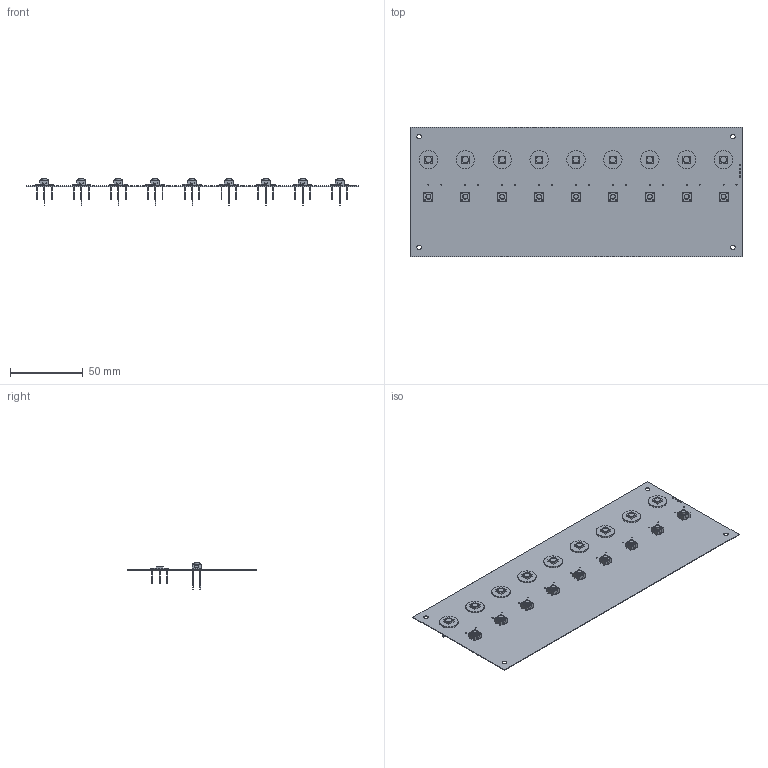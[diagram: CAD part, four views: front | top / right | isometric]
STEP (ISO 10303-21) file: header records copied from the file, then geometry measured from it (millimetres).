
FILE_DESCRIPTION(('Open CASCADE Model'),'2;1');
FILE_NAME('Open CASCADE Shape Model','2024-06-17T14:31:37',('Author'),( 'Open CASCADE'),'Open CASCADE STEP processor 7.5','Open CASCADE 7.5' ,'Unknown');
FILE_SCHEMA(('AUTOMOTIVE_DESIGN { 1 0 10303 214 1 1 1 1 }'));
Length unit declared in the file: millimetre
Products named in the file (23): PCB; Board; Open CASCADE STEP translator 7.5 1.1.1; SW5; TL59AF100Q; SW3; SW9; SW8; SW7; SW2; SW1; SW4; SW6; NEO5; half-inch-round-neopixel-board; NEO2; NEO4; NEO1; NEO3; NEO8; NEO9; NEO7; NEO6
Assembly tree (38 placements, depth 3):
  PCB
    Board
      Open CASCADE STEP translator 7.5 1.1.1
    SW5
      TL59AF100Q
    SW3
      TL59AF100Q
    SW9
      TL59AF100Q
    SW8
      TL59AF100Q
    SW7
      TL59AF100Q
    SW2
      TL59AF100Q
    SW1
      TL59AF100Q
    SW4
      TL59AF100Q
    SW6
      TL59AF100Q
    NEO5
      half-inch-round-neopixel-board
    NEO2
      half-inch-round-neopixel-board
    NEO4
      half-inch-round-neopixel-board
    NEO1
      half-inch-round-neopixel-board
    NEO3
      half-inch-round-neopixel-board
    NEO8
      half-inch-round-neopixel-board
    NEO9
      half-inch-round-neopixel-board
    NEO7
      half-inch-round-neopixel-board
    NEO6
      half-inch-round-neopixel-board
Bounding box: 228.6 x 88.9 x 18.6 mm (x, y, z)
Volume: 9864.4 mm3; surface area: 48244.5 mm2
Topology: 10 solids, 19 shells, 2219 faces, 5589 edges, 3606 vertices
Faces by surface type: plane 1563, cylinder 566, torus 45, cone 18, sphere 18, bspline 9
Full cylindrical faces by diameter (mm): 0.75 x36, 0.762 x18, 0.99 x18, 1.02 x40, 3.124 x4, 3.5 x9
Entity records: 10848 total; most frequent: CARTESIAN_POINT 1863, DIRECTION 1808, ORIENTED_EDGE 1685, EDGE_CURVE 843, AXIS2_PLACEMENT_3D 619, LINE 570, VECTOR 570, VERTEX_POINT 550
